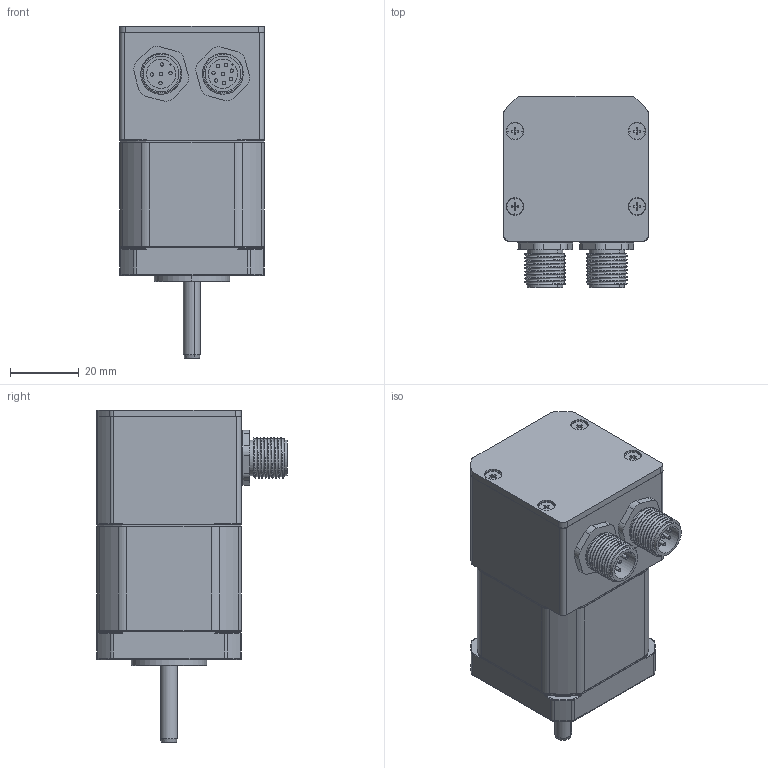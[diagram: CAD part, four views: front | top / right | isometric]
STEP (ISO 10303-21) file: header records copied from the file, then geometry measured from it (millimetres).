
FILE_DESCRIPTION (( 'STEP AP214' ), '1' );
FILE_NAME ('AW17TF18DM4003 都笣乾峎.STEP', '2021-06-01T08:36:26', ( '' ), ( '' ), 'SwSTEP 2.0', 'SolidWorks 2018', '' );
FILE_SCHEMA (( 'AUTOMOTIVE_DESIGN' ));
Length unit declared in the file: millimetre
Products named in the file (41): 电机接头_5针（M12-M12-5针板后插座）; 平头螺钉 镀黑锌（M3-6）_平头螺钉 镀黑锌（M3-6）; 球头螺钉 镀黑锌（M3-43.5）; 编码器接头_8针（M12-M12-8针板后插座）; AW17TF18DM4003 都笣乾峎; 16-401-17（42电泳前盖金工-胶水槽）_16-401-17（42电泳前盖金工-胶水槽）; 橡胶圈; 42砎呿菜_42砎呿菜; 平头螺钉 镀黑锌（M3-6）; 萇儂諉芛; 42H249 转子组件_42转子组件 1.8（449-353-1-B）; 晤鎢ん諉芛; M12鞠褒蹟譫; M12鞠褒蹟譫_M10; BWW-62511（日本波垫625用）; 42砎呿菜; 球头螺钉 镀白锌(M3-3.0)_球头螺钉 镀白锌(M3-8); 17-401-04（42-30-1.8定子金工）_17-401-04（42-30-1.8定子金工）; 球头螺钉 镀黑锌（M3-43.5）_球头螺钉 镀黑锌（M3-43.5）; 防水后盖 金工_42后盖 金工（16-42220）; BWW-62511（日本波垫625用）_BWW-62511（日本波垫625用）; 防水盖板毛坯（06-419）; 16-401-17（42电泳前盖金工-胶水槽）; 42H249 蛌粣; 42H249定子装配_42定子装配 1.8 IP(D449-228); 17-401-04（42-30-1.8定子金工）; 42H249 蛌粣_42蛌粣 踢馱(11-449-353); 球头螺钉 镀白锌(M3-3.0); 滅阨綴裔 踢馱; 防水盖板毛坯（06-419）_42后盖盖板 电泳（06-419）
Assembly tree (27 placements, depth 3):
  球头螺钉 镀黑锌（M3-43.5）
  球头螺钉 镀黑锌（M3-43.5）
  AW17TF18DM4003 都笣乾峎
    16-401-17（42电泳前盖金工-胶水槽）_16-401-17（42电泳前盖金工-胶水槽）
    防水后盖 金工_42后盖 金工（16-42220）
    42H249定子装配_42定子装配 1.8 IP(D449-228)
      17-401-04（42-30-1.8定子金工）_17-401-04（42-30-1.8定子金工）
    42H249 转子组件_42转子组件 1.8（449-353-1-B）
      42H249 蛌粣_42蛌粣 踢馱(11-449-353)
    42砎呿菜_42砎呿菜  x2
    防水盖板毛坯（06-419）_42后盖盖板 电泳（06-419）
    编码器接头_8针（M12-M12-8针板后插座）
    电机接头_5针（M12-M12-5针板后插座）
    M12鞠褒蹟譫_M10  x2
    橡胶圈  x2
    球头螺钉 镀黑锌（M3-43.5）_球头螺钉 镀黑锌（M3-43.5）  x4
    球头螺钉 镀白锌(M3-3.0)_球头螺钉 镀白锌(M3-8)
    平头螺钉 镀黑锌（M3-6）_平头螺钉 镀黑锌（M3-6）  x4
    BWW-62511（日本波垫625用）_BWW-62511（日本波垫625用）
  球头螺钉 镀黑锌（M3-43.5）
  球头螺钉 镀黑锌（M3-43.5）
Bounding box: 42.2 x 55.7 x 96.85 mm (x, y, z)
Volume: 60969 mm3; surface area: 53776.9 mm2
Topology: 23 solids, 23 shells, 1291 faces, 3314 edges, 2147 vertices
Faces by surface type: cylinder 603, plane 488, cone 97, torus 56, bspline 31, sphere 16
Entity records: 42533 total; most frequent: CARTESIAN_POINT 14449, DIRECTION 5708, ORIENTED_EDGE 5424, EDGE_CURVE 2712, AXIS2_PLACEMENT_3D 2214, VERTEX_POINT 1757, LINE 1280, VECTOR 1280
